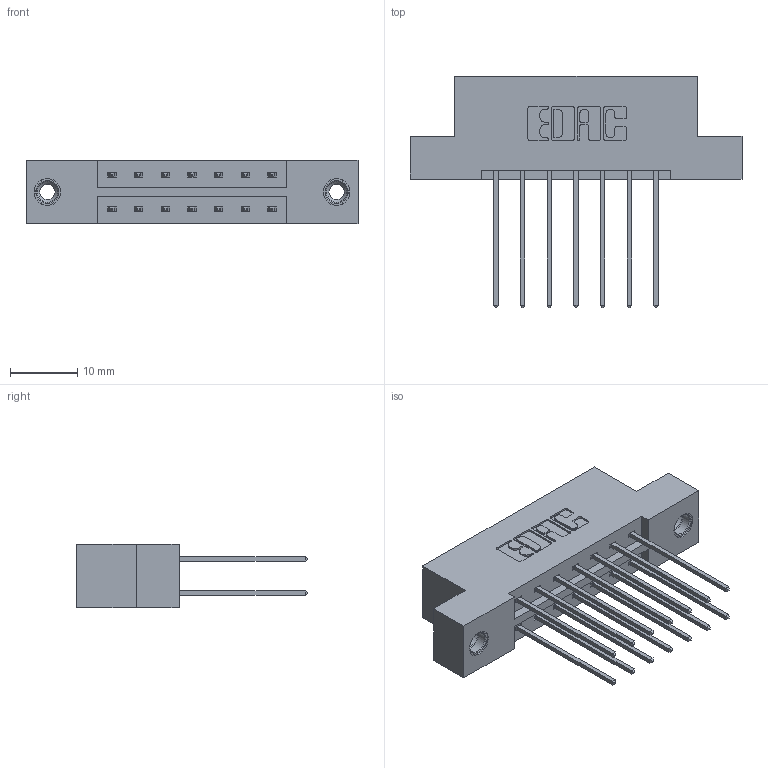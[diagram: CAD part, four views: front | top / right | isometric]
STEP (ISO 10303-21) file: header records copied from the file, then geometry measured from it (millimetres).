
FILE_DESCRIPTION (( 'STEP AP203' ), '1' );
FILE_NAME ('333-014-541-208.STEP', '2018-08-01T02:34:04', ( '' ), ( '' ), 'SwSTEP 2.0', 'SolidWorks 2016', '' );
FILE_SCHEMA (( 'CONFIG_CONTROL_DESIGN' ));
Length unit declared in the file: inch
Products named in the file (4): 333 Part_Flush - .156 Dia - TI; 345-292-001_345-293-141; 345-250-001_345-250-003-102; 333-014-541-208
Assembly tree (17 placements, depth 2):
  333-014-541-208
    333 Part_Flush - .156 Dia - TI
    345-292-001_345-293-141  x14
    345-250-001_345-250-003-102  x2
Bounding box: 49.28 x 34.3 x 9.4 mm (x, y, z)
Volume: 4777.3 mm3; surface area: 5693.6 mm2
Topology: 17 solids, 17 shells, 902 faces, 2617 edges, 1718 vertices
Faces by surface type: plane 606, cylinder 280, cone 12, torus 4
Entity records: 10234 total; most frequent: CARTESIAN_POINT 1721, ORIENTED_EDGE 1650, DIRECTION 1563, EDGE_CURVE 825, LINE 677, VECTOR 677, VERTEX_POINT 544, AXIS2_PLACEMENT_3D 443
